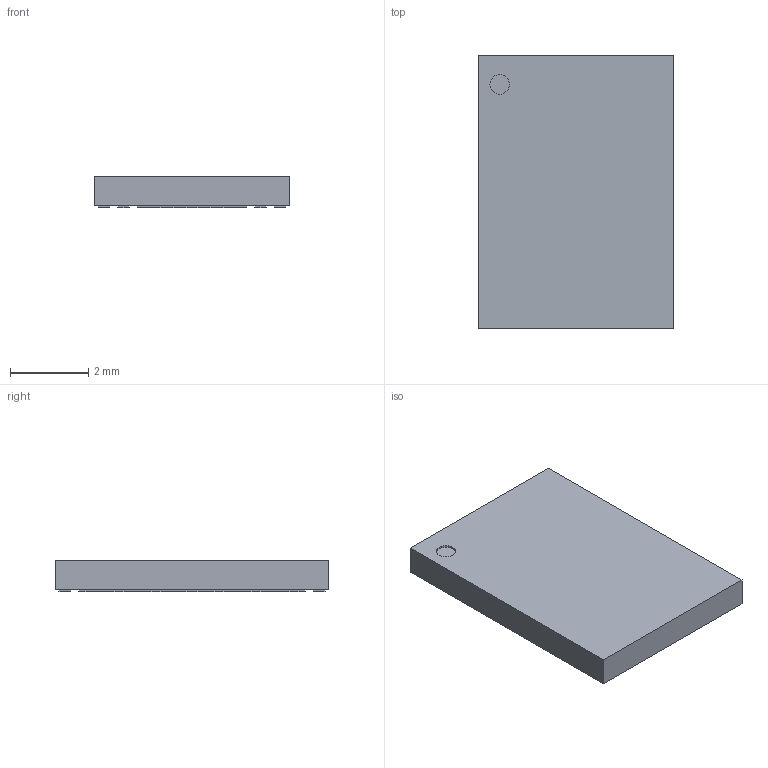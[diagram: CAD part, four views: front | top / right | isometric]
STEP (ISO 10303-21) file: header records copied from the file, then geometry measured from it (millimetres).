
FILE_DESCRIPTION((''),'2;1');
FILE_NAME('CERN_NINO2-ALICE-TOF.stp','2011-05-09T15:48:56',(''),(''),'Mechanical Desktop 2011','Mechanical Desktop 2011',', , ');
FILE_SCHEMA(('AUTOMOTIVE_DESIGN { 1 2 10303 214 1 1 1 1 }'));
Length unit declared in the file: millimetre
Products named in the file (1): Product
Bounding box: 5 x 7 x 0.8 mm (x, y, z)
Volume: 27.2 mm3; surface area: 132.7 mm2
Topology: 78 solids, 78 shells, 472 faces, 945 edges, 630 vertices
Faces by surface type: bspline 462, plane 8, cylinder 2
Entity records: 11948 total; most frequent: CARTESIAN_POINT 3434, ORIENTED_EDGE 1890, DIRECTION 971, EDGE_CURVE 945, VECTOR 941, LINE 941, VERTEX_POINT 630, EDGE_LOOP 473
